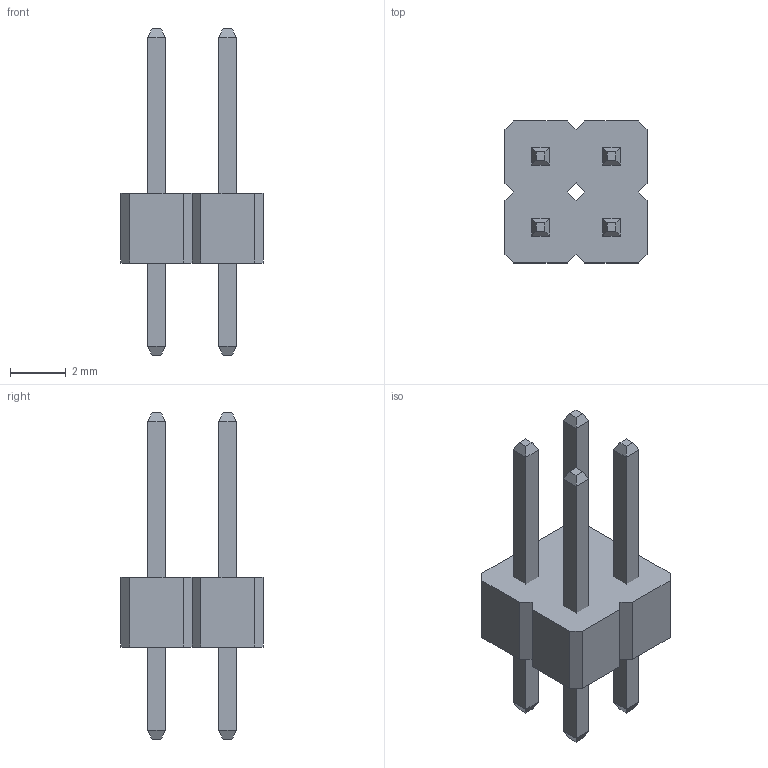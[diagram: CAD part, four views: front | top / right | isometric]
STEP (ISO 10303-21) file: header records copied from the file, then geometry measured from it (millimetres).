
FILE_DESCRIPTION(/* description */ (''),/* implementation_level */ '2;1');
FILE_NAME(/* name */ '5f3ddcc3933f190f816bcdf0',/* time_stamp */ '2020-08-20T02:15:31+00:00',/* author */ (''),/* organization */ (''),/* preprocessor_version */ 'ST-DEVELOPER v16.7',/* originating_system */ $,/* authorisation */ $);
FILE_SCHEMA (('AUTOMOTIVE_DESIGN {1 0 10303 214 3 1 1}'));
Length unit declared in the file: metre
Products named in the file (9): Part 8; Part 7; Part 6; Part 9; Part 5; Part 4; Plastic; Pin Bottom; Pin Top
Bounding box: 5.08 x 5.08 x 11.68 mm (x, y, z)
Volume: 81.2 mm3; surface area: 228.7 mm2
Topology: 9 solids, 9 shells, 106 faces, 232 edges, 144 vertices
Faces by surface type: plane 106
Entity records: 3036 total; most frequent: CARTESIAN_POINT 491, ORIENTED_EDGE 464, DIRECTION 462, EDGE_CURVE 232, LINE 232, VECTOR 232, VERTEX_POINT 144, AXIS2_PLACEMENT_3D 115
